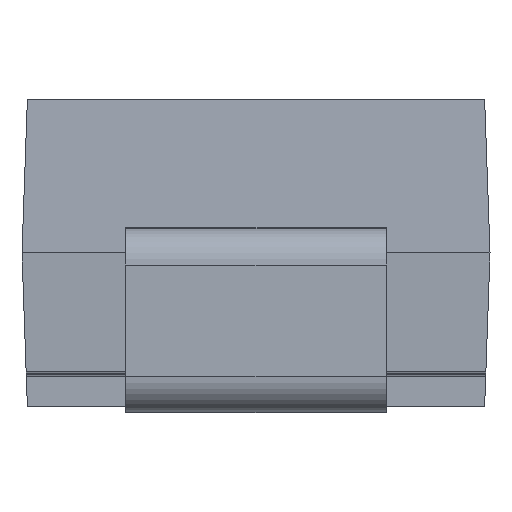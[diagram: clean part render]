
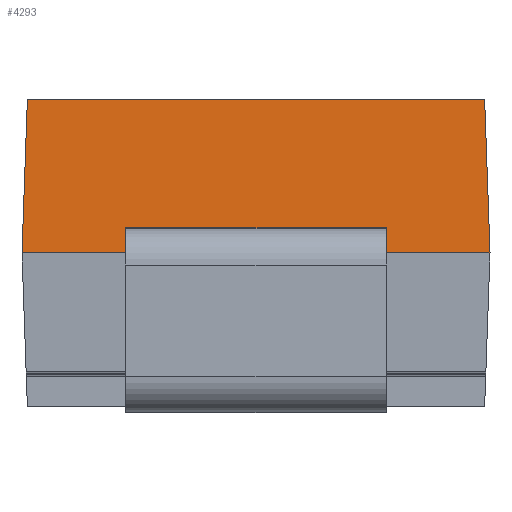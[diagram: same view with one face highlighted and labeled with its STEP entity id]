
A CAD part, left-side view. The second image highlights one B-rep face of the part: STEP entity #4293.
In plain terms, the highlighted face is planar.
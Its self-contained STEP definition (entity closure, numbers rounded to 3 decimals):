
#367=FACE_OUTER_BOUND('',#516,.T.);
#516=EDGE_LOOP('',(#3921,#3922,#3923,#3924,#3925,#3926,#3927,#3928));
#1004=LINE('',#10531,#1590);
#1005=LINE('',#10533,#1591);
#1006=LINE('',#10535,#1592);
#1007=LINE('',#10537,#1593);
#1008=LINE('',#10539,#1594);
#1009=LINE('',#10541,#1595);
#1010=LINE('',#10543,#1596);
#1011=LINE('',#10544,#1597);
#1590=VECTOR('',#5483,10.);
#1591=VECTOR('',#5484,10.);
#1592=VECTOR('',#5485,10.);
#1593=VECTOR('',#5486,10.);
#1594=VECTOR('',#5487,10.);
#1595=VECTOR('',#5488,10.);
#1596=VECTOR('',#5489,10.);
#1597=VECTOR('',#5490,10.);
#2437=VERTEX_POINT('',#10529);
#2438=VERTEX_POINT('',#10530);
#2439=VERTEX_POINT('',#10532);
#2440=VERTEX_POINT('',#10534);
#2441=VERTEX_POINT('',#10536);
#2442=VERTEX_POINT('',#10538);
#2443=VERTEX_POINT('',#10540);
#2444=VERTEX_POINT('',#10542);
#3179=EDGE_CURVE('',#2437,#2438,#1004,.T.);
#3180=EDGE_CURVE('',#2438,#2439,#1005,.T.);
#3181=EDGE_CURVE('',#2439,#2440,#1006,.T.);
#3182=EDGE_CURVE('',#2440,#2441,#1007,.T.);
#3183=EDGE_CURVE('',#2441,#2442,#1008,.T.);
#3184=EDGE_CURVE('',#2442,#2443,#1009,.T.);
#3185=EDGE_CURVE('',#2443,#2444,#1010,.T.);
#3186=EDGE_CURVE('',#2444,#2437,#1011,.T.);
#3921=ORIENTED_EDGE('',*,*,#3179,.T.);
#3922=ORIENTED_EDGE('',*,*,#3180,.T.);
#3923=ORIENTED_EDGE('',*,*,#3181,.T.);
#3924=ORIENTED_EDGE('',*,*,#3182,.T.);
#3925=ORIENTED_EDGE('',*,*,#3183,.T.);
#3926=ORIENTED_EDGE('',*,*,#3184,.T.);
#3927=ORIENTED_EDGE('',*,*,#3185,.T.);
#3928=ORIENTED_EDGE('',*,*,#3186,.T.);
#4149=PLANE('',#4740);
#4293=ADVANCED_FACE('',(#367),#4149,.T.);
#4740=AXIS2_PLACEMENT_3D('',#10528,#5481,#5482);
#5481=DIRECTION('center_axis',(-0.999,0.035,0.));
#5482=DIRECTION('ref_axis',(0.035,0.999,0.));
#5483=DIRECTION('',(0.,0.,1.));
#5484=DIRECTION('',(-0.035,-0.999,0.));
#5485=DIRECTION('',(0.,0.,1.));
#5486=DIRECTION('',(0.035,0.999,-0.035));
#5487=DIRECTION('',(0.,0.,-1.));
#5488=DIRECTION('',(-0.035,-0.999,-0.035));
#5489=DIRECTION('',(0.,0.,1.));
#5490=DIRECTION('',(0.035,0.999,0.));
#10528=CARTESIAN_POINT('Origin',(-1.793,16.665,-17.619));
#10529=CARTESIAN_POINT('',(-2.367,0.213,-1.1));
#10530=CARTESIAN_POINT('',(-2.367,0.213,1.1));
#10531=CARTESIAN_POINT('',(-2.367,0.213,-1.1));
#10532=CARTESIAN_POINT('',(-2.375,0.,1.1));
#10533=CARTESIAN_POINT('',(-2.367,0.213,1.1));
#10534=CARTESIAN_POINT('',(-2.375,0.,1.975));
#10535=CARTESIAN_POINT('',(-2.375,0.,1.1));
#10536=CARTESIAN_POINT('',(-2.33,1.295,1.93));
#10537=CARTESIAN_POINT('',(-2.375,0.,1.975));
#10538=CARTESIAN_POINT('',(-2.33,1.295,-1.93));
#10539=CARTESIAN_POINT('',(-2.33,1.295,1.93));
#10540=CARTESIAN_POINT('',(-2.375,0.,-1.975));
#10541=CARTESIAN_POINT('',(-2.33,1.295,-1.93));
#10542=CARTESIAN_POINT('',(-2.375,0.,-1.1));
#10543=CARTESIAN_POINT('',(-2.375,0.,-1.975));
#10544=CARTESIAN_POINT('',(-2.375,0.,-1.1));
